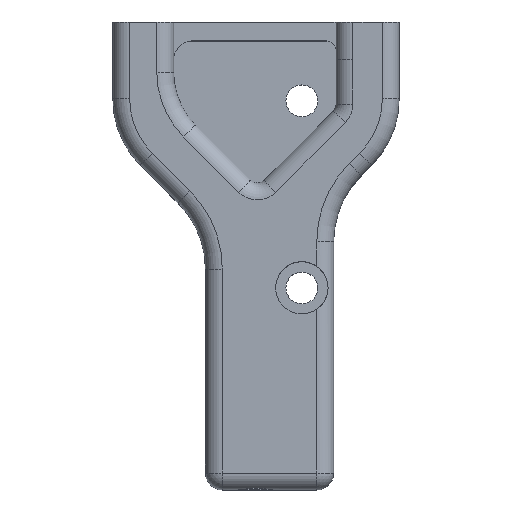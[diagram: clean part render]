
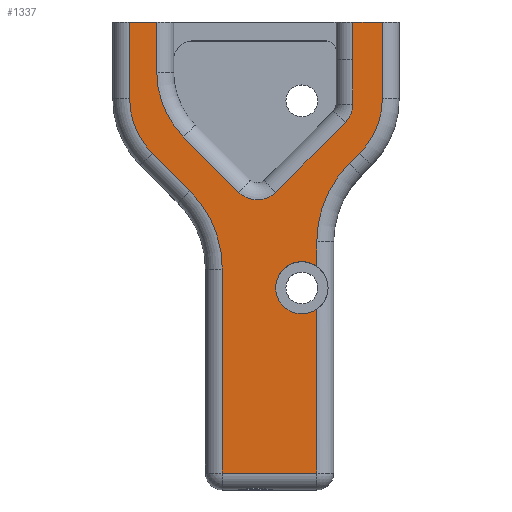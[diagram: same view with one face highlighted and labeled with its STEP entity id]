
A CAD part, top view. The second image highlights one B-rep face of the part: STEP entity #1337.
In plain terms, the highlighted planar face has unit normal (0, 0, 1).
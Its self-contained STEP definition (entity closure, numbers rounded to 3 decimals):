
#44=PLANE('',#1518);
#70=LINE('',#2337,#165);
#73=LINE('',#2346,#168);
#74=LINE('',#2357,#169);
#76=LINE('',#2369,#171);
#78=LINE('',#2381,#173);
#96=LINE('',#2422,#191);
#100=LINE('',#2433,#195);
#106=LINE('',#2472,#201);
#108=LINE('',#2477,#203);
#109=LINE('',#2488,#204);
#111=LINE('',#2497,#206);
#117=LINE('',#2535,#212);
#120=LINE('',#2542,#215);
#121=LINE('',#2553,#216);
#123=LINE('',#2562,#218);
#165=VECTOR('',#1607,10.);
#168=VECTOR('',#1616,10.);
#169=VECTOR('',#1629,10.);
#171=VECTOR('',#1643,10.);
#173=VECTOR('',#1657,10.);
#191=VECTOR('',#1697,10.);
#195=VECTOR('',#1705,10.);
#201=VECTOR('',#1729,10.);
#203=VECTOR('',#1733,10.);
#204=VECTOR('',#1746,10.);
#206=VECTOR('',#1758,10.);
#212=VECTOR('',#1776,10.);
#215=VECTOR('',#1783,10.);
#216=VECTOR('',#1796,10.);
#218=VECTOR('',#1808,10.);
#369=FACE_OUTER_BOUND('',#452,.T.);
#452=EDGE_LOOP('',(#1233,#1234,#1235,#1236,#1237,#1238,#1239,#1240,#1241,
#1242,#1243,#1244,#1245,#1246,#1247,#1248,#1249,#1250,#1251,#1252,#1253,
#1254,#1255,#1256));
#473=CIRCLE('',#1393,2.8);
#477=CIRCLE('',#1399,2.8);
#481=CIRCLE('',#1405,9.8);
#496=CIRCLE('',#1434,11.8);
#500=CIRCLE('',#1440,8.2);
#507=CIRCLE('',#1453,8.2);
#511=CIRCLE('',#1459,11.8);
#524=CIRCLE('',#1489,2.8);
#525=CIRCLE('',#1490,2.8);
#574=VERTEX_POINT('',#2334);
#575=VERTEX_POINT('',#2336);
#578=VERTEX_POINT('',#2344);
#580=VERTEX_POINT('',#2349);
#582=VERTEX_POINT('',#2355);
#584=VERTEX_POINT('',#2361);
#586=VERTEX_POINT('',#2367);
#588=VERTEX_POINT('',#2373);
#590=VERTEX_POINT('',#2379);
#602=VERTEX_POINT('',#2421);
#607=VERTEX_POINT('',#2431);
#613=VERTEX_POINT('',#2446);
#615=VERTEX_POINT('',#2455);
#616=VERTEX_POINT('',#2456);
#618=VERTEX_POINT('',#2475);
#620=VERTEX_POINT('',#2480);
#622=VERTEX_POINT('',#2486);
#624=VERTEX_POINT('',#2492);
#626=VERTEX_POINT('',#2501);
#634=VERTEX_POINT('',#2540);
#636=VERTEX_POINT('',#2545);
#638=VERTEX_POINT('',#2551);
#640=VERTEX_POINT('',#2557);
#653=VERTEX_POINT('',#2618);
#708=EDGE_CURVE('',#574,#575,#70,.T.);
#713=EDGE_CURVE('',#578,#574,#73,.T.);
#715=EDGE_CURVE('',#580,#578,#473,.T.);
#718=EDGE_CURVE('',#582,#580,#74,.T.);
#721=EDGE_CURVE('',#584,#582,#477,.T.);
#724=EDGE_CURVE('',#586,#584,#76,.T.);
#727=EDGE_CURVE('',#588,#586,#481,.T.);
#730=EDGE_CURVE('',#590,#588,#78,.T.);
#751=EDGE_CURVE('',#602,#575,#96,.T.);
#757=EDGE_CURVE('',#590,#607,#100,.T.);
#769=EDGE_CURVE('',#616,#613,#106,.T.);
#772=EDGE_CURVE('',#618,#615,#108,.T.);
#774=EDGE_CURVE('',#620,#618,#496,.T.);
#777=EDGE_CURVE('',#622,#620,#109,.T.);
#780=EDGE_CURVE('',#624,#622,#500,.T.);
#782=EDGE_CURVE('',#602,#624,#111,.T.);
#794=EDGE_CURVE('',#613,#626,#117,.T.);
#798=EDGE_CURVE('',#634,#607,#120,.T.);
#800=EDGE_CURVE('',#636,#634,#507,.T.);
#803=EDGE_CURVE('',#638,#636,#121,.T.);
#806=EDGE_CURVE('',#640,#638,#511,.T.);
#808=EDGE_CURVE('',#626,#640,#123,.T.);
#837=EDGE_CURVE('',#616,#653,#524,.T.);
#838=EDGE_CURVE('',#653,#615,#525,.T.);
#1233=ORIENTED_EDGE('',*,*,#730,.F.);
#1234=ORIENTED_EDGE('',*,*,#757,.T.);
#1235=ORIENTED_EDGE('',*,*,#798,.F.);
#1236=ORIENTED_EDGE('',*,*,#800,.F.);
#1237=ORIENTED_EDGE('',*,*,#803,.F.);
#1238=ORIENTED_EDGE('',*,*,#806,.F.);
#1239=ORIENTED_EDGE('',*,*,#808,.F.);
#1240=ORIENTED_EDGE('',*,*,#794,.F.);
#1241=ORIENTED_EDGE('',*,*,#769,.F.);
#1242=ORIENTED_EDGE('',*,*,#837,.T.);
#1243=ORIENTED_EDGE('',*,*,#838,.T.);
#1244=ORIENTED_EDGE('',*,*,#772,.F.);
#1245=ORIENTED_EDGE('',*,*,#774,.F.);
#1246=ORIENTED_EDGE('',*,*,#777,.F.);
#1247=ORIENTED_EDGE('',*,*,#780,.F.);
#1248=ORIENTED_EDGE('',*,*,#782,.F.);
#1249=ORIENTED_EDGE('',*,*,#751,.T.);
#1250=ORIENTED_EDGE('',*,*,#708,.F.);
#1251=ORIENTED_EDGE('',*,*,#713,.F.);
#1252=ORIENTED_EDGE('',*,*,#715,.F.);
#1253=ORIENTED_EDGE('',*,*,#718,.F.);
#1254=ORIENTED_EDGE('',*,*,#721,.F.);
#1255=ORIENTED_EDGE('',*,*,#724,.F.);
#1256=ORIENTED_EDGE('',*,*,#727,.F.);
#1337=ADVANCED_FACE('',(#369),#44,.T.);
#1393=AXIS2_PLACEMENT_3D('',#2351,#1621,#1622);
#1399=AXIS2_PLACEMENT_3D('',#2363,#1635,#1636);
#1405=AXIS2_PLACEMENT_3D('',#2375,#1649,#1650);
#1434=AXIS2_PLACEMENT_3D('',#2482,#1738,#1739);
#1440=AXIS2_PLACEMENT_3D('',#2494,#1752,#1753);
#1453=AXIS2_PLACEMENT_3D('',#2547,#1788,#1789);
#1459=AXIS2_PLACEMENT_3D('',#2559,#1802,#1803);
#1489=AXIS2_PLACEMENT_3D('',#2620,#1880,#1881);
#1490=AXIS2_PLACEMENT_3D('',#2621,#1882,#1883);
#1518=AXIS2_PLACEMENT_3D('',#2671,#1948,#1949);
#1607=DIRECTION('',(0.,1.,0.));
#1616=DIRECTION('',(0.,1.,0.));
#1621=DIRECTION('center_axis',(0.,0.,1.));
#1622=DIRECTION('ref_axis',(0.924,-0.383,0.));
#1629=DIRECTION('',(0.707,0.707,0.));
#1635=DIRECTION('center_axis',(0.,0.,1.));
#1636=DIRECTION('ref_axis',(0.,-1.,0.));
#1643=DIRECTION('',(0.707,-0.707,0.));
#1649=DIRECTION('center_axis',(0.,0.,1.));
#1650=DIRECTION('ref_axis',(-0.924,-0.383,0.));
#1657=DIRECTION('',(0.,-1.,0.));
#1697=DIRECTION('',(-1.,0.,0.));
#1705=DIRECTION('',(-1.,0.,0.));
#1729=DIRECTION('',(0.,-1.,0.));
#1733=DIRECTION('',(0.,-1.,0.));
#1738=DIRECTION('center_axis',(0.,0.,1.));
#1739=DIRECTION('ref_axis',(-0.924,0.383,0.));
#1746=DIRECTION('',(-0.707,-0.707,0.));
#1752=DIRECTION('center_axis',(0.,0.,-1.));
#1753=DIRECTION('ref_axis',(0.924,-0.383,0.));
#1758=DIRECTION('',(0.,-1.,0.));
#1776=DIRECTION('',(-1.,0.,0.));
#1783=DIRECTION('',(0.,1.,0.));
#1788=DIRECTION('center_axis',(0.,0.,-1.));
#1789=DIRECTION('ref_axis',(-0.924,-0.383,0.));
#1796=DIRECTION('',(-0.707,0.707,0.));
#1802=DIRECTION('center_axis',(0.,0.,1.));
#1803=DIRECTION('ref_axis',(0.924,0.383,0.));
#1808=DIRECTION('',(0.,1.,0.));
#1880=DIRECTION('center_axis',(0.,0.,-1.));
#1881=DIRECTION('ref_axis',(1.,0.,0.));
#1882=DIRECTION('center_axis',(0.,0.,-1.));
#1883=DIRECTION('ref_axis',(1.,0.,0.));
#1948=DIRECTION('center_axis',(0.,0.,1.));
#1949=DIRECTION('ref_axis',(1.,0.,0.));
#2334=CARTESIAN_POINT('',(25.65,38.,2.9));
#2336=CARTESIAN_POINT('',(25.65,42.,2.9));
#2337=CARTESIAN_POINT('',(25.65,30.,2.9));
#2344=CARTESIAN_POINT('',(25.65,33.207,2.9));
#2346=CARTESIAN_POINT('',(25.65,27.103,2.9));
#2349=CARTESIAN_POINT('',(24.83,31.227,2.9));
#2351=CARTESIAN_POINT('Origin',(22.85,33.207,2.9));
#2355=CARTESIAN_POINT('',(17.421,23.818,2.9));
#2357=CARTESIAN_POINT('',(16.186,22.583,2.9));
#2361=CARTESIAN_POINT('',(13.462,23.818,2.9));
#2363=CARTESIAN_POINT('Origin',(15.441,25.798,2.9));
#2367=CARTESIAN_POINT('',(7.57,29.71,2.9));
#2369=CARTESIAN_POINT('',(11.68,25.6,2.9));
#2373=CARTESIAN_POINT('',(4.7,36.639,2.9));
#2375=CARTESIAN_POINT('Origin',(14.5,36.639,2.9));
#2379=CARTESIAN_POINT('',(4.7,42.,2.9));
#2381=CARTESIAN_POINT('',(4.7,29.5,2.9));
#2421=CARTESIAN_POINT('',(28.8,42.,2.9));
#2422=CARTESIAN_POINT('',(30.6,42.,2.9));
#2431=CARTESIAN_POINT('',(1.8,42.,2.9));
#2433=CARTESIAN_POINT('',(30.6,42.,2.9));
#2446=CARTESIAN_POINT('',(21.8,-6.2,2.9));
#2455=CARTESIAN_POINT('',(21.8,15.898,2.9));
#2456=CARTESIAN_POINT('',(21.8,11.302,2.9));
#2472=CARTESIAN_POINT('',(21.8,10.5,2.9));
#2475=CARTESIAN_POINT('',(21.8,18.501,2.9));
#2477=CARTESIAN_POINT('',(21.8,10.5,2.9));
#2480=CARTESIAN_POINT('',(25.256,26.845,2.9));
#2482=CARTESIAN_POINT('Origin',(33.6,18.501,2.9));
#2486=CARTESIAN_POINT('',(26.398,27.987,2.9));
#2488=CARTESIAN_POINT('',(19.841,21.43,2.9));
#2492=CARTESIAN_POINT('',(28.8,33.785,2.9));
#2494=CARTESIAN_POINT('Origin',(20.6,33.785,2.9));
#2497=CARTESIAN_POINT('',(28.8,25.322,2.9));
#2501=CARTESIAN_POINT('',(11.7,-6.2,2.9));
#2535=CARTESIAN_POINT('',(12.6,-6.2,2.9));
#2540=CARTESIAN_POINT('',(1.8,33.785,2.9));
#2542=CARTESIAN_POINT('',(1.8,31.5,2.9));
#2545=CARTESIAN_POINT('',(4.202,27.987,2.9));
#2547=CARTESIAN_POINT('Origin',(10.,33.785,2.9));
#2551=CARTESIAN_POINT('',(8.244,23.945,2.9));
#2553=CARTESIAN_POINT('',(7.259,24.93,2.9));
#2557=CARTESIAN_POINT('',(11.7,15.601,2.9));
#2559=CARTESIAN_POINT('Origin',(-0.1,15.601,2.9));
#2562=CARTESIAN_POINT('',(11.7,20.372,2.9));
#2618=CARTESIAN_POINT('',(17.4,13.6,2.9));
#2620=CARTESIAN_POINT('Origin',(20.2,13.6,2.9));
#2621=CARTESIAN_POINT('Origin',(20.2,13.6,2.9));
#2671=CARTESIAN_POINT('Origin',(15.3,21.,2.9));
